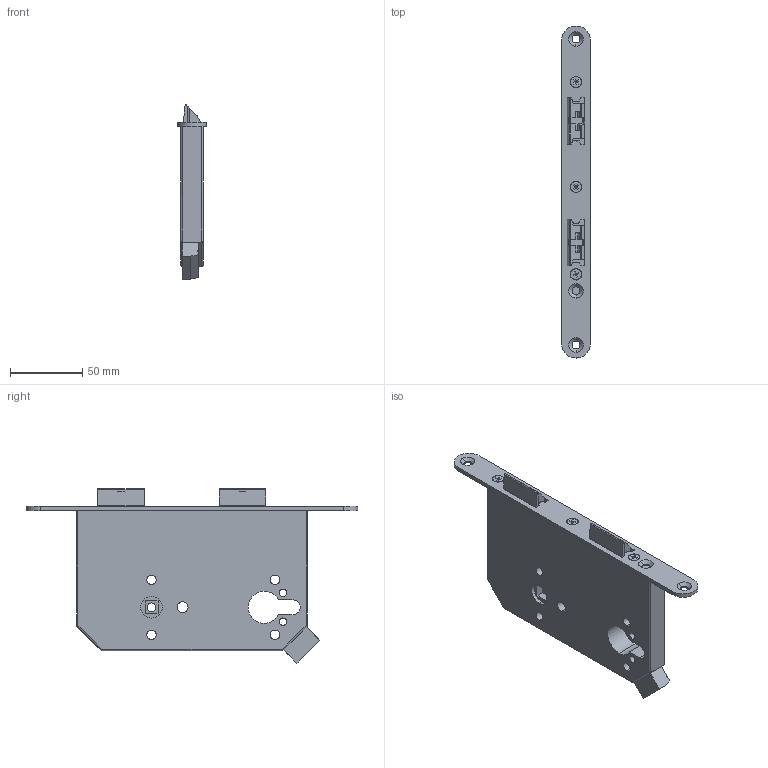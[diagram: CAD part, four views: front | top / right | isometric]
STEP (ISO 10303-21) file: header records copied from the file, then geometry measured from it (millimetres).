
FILE_DESCRIPTION (( 'STEP AP203' ), '1' );
FILE_NAME ('31183,DM70,20mm Stulp_D001556448-023.STEP', '2025-07-10T05:39:50', ( '' ), ( '' ), 'SwSTEP 2.0', 'SolidWorks 2024', '' );
FILE_SCHEMA (( 'CONFIG_CONTROL_DESIGN' ));
Length unit declared in the file: millimetre
Products named in the file (4): 31183,DM70,20mm Stulp_D001556448-023; D001556056-000_D001556056-020_20mm; D001556105-000_D001556105-014; D001127682-000_D001127682-001
Assembly tree (5 placements, depth 2):
  31183,DM70,20mm Stulp_D001556448-023
    D001556105-000_D001556105-014
    D001556056-000_D001556056-020_20mm
    D001127682-000_D001127682-001  x3
Bounding box: 20 x 230 x 120.65 mm (x, y, z)
Volume: 242838.2 mm3; surface area: 53882.8 mm2
Topology: 5 solids, 5 shells, 368 faces, 926 edges, 580 vertices
Faces by surface type: plane 202, cylinder 136, cone 30
Entity records: 9058 total; most frequent: CARTESIAN_POINT 1514, DIRECTION 1512, ORIENTED_EDGE 1448, EDGE_CURVE 724, AXIS2_PLACEMENT_3D 512, LINE 488, VECTOR 488, VERTEX_POINT 466
